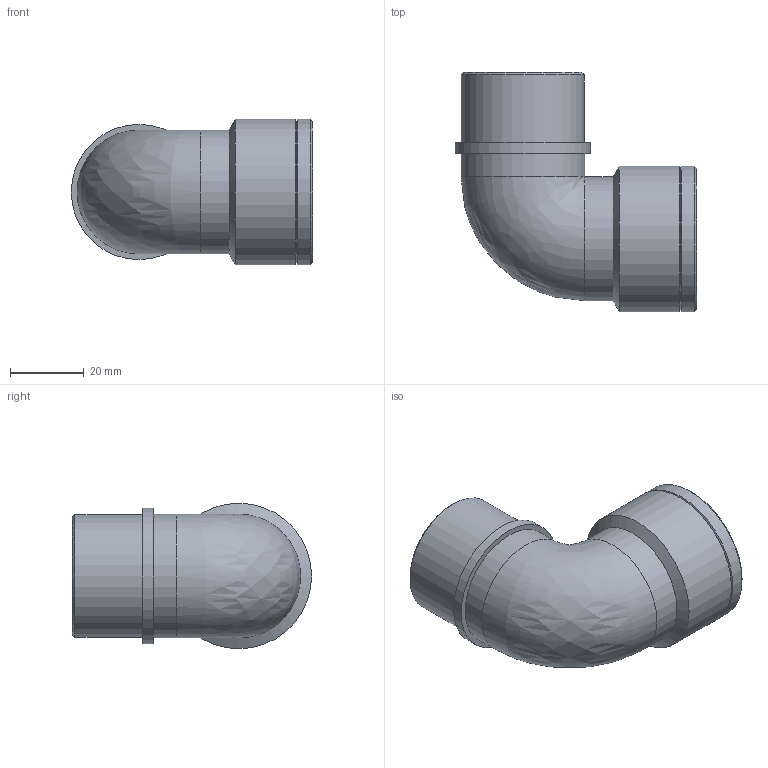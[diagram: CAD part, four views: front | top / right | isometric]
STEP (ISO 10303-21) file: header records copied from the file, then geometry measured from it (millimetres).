
FILE_DESCRIPTION(/* description */ ('90° THREADED ELBOW MALE-FEMALE 1"-1"'),/* implementation_level */ '2;1');
FILE_NAME(/* name */ '051507010_0515070100A.ipt.stp',/* time_stamp */ '2017-06-18T09:22:44+03:00',/* author */ ('KIM'),/* organization */ (''),/* preprocessor_version */ 'ST-DEVELOPER v15.6',/* originating_system */ 'Autodesk Inventor 2015',/* authorisation */ '');
FILE_SCHEMA (('AUTOMOTIVE_DESIGN { 1 0 10303 214 3 1 1 }'));
Length unit declared in the file: millimetre
Products named in the file (1): 051507010_0515070100A
Bounding box: 65.29 x 64.69 x 39.38 mm (x, y, z)
Volume: 36649.8 mm3; surface area: 17899 mm2
Topology: 1 solids, 1 shells, 21 faces, 39 edges, 20 vertices
Faces by surface type: cylinder 9, cone 6, plane 4, torus 1, bspline 1
Full cylindrical faces by diameter (mm): 24.937 x2, 30.291 x1, 33.249 x1, 33.472 x2, 36.574 x1, 39.378 x2
Entity records: 470 total; most frequent: CARTESIAN_POINT 89, DIRECTION 84, ORIENTED_EDGE 42, AXIS2_PLACEMENT_3D 42, EDGE_LOOP 41, FACE_OUTER_BOUND 21, CIRCLE 21, EDGE_CURVE 21
